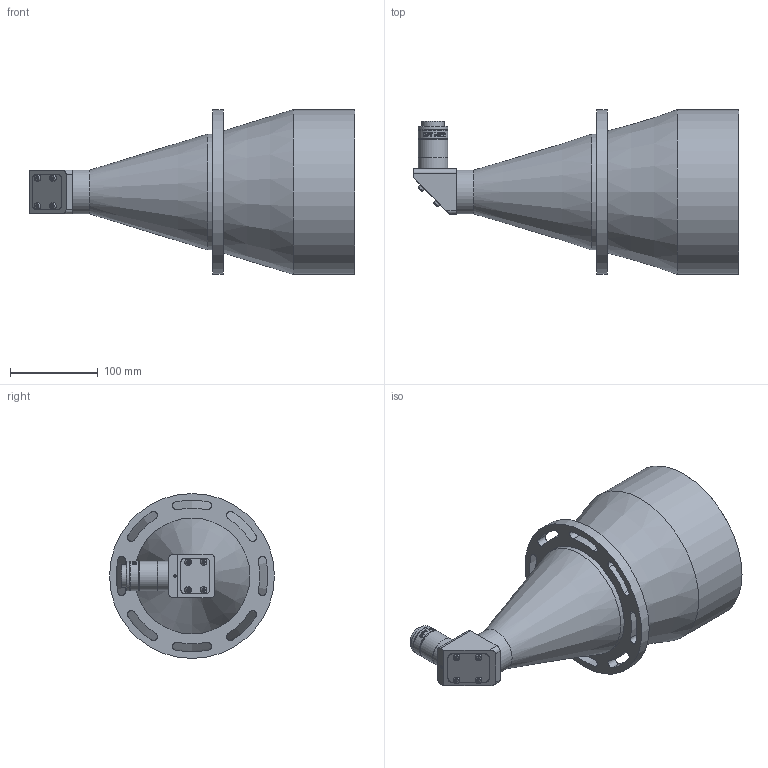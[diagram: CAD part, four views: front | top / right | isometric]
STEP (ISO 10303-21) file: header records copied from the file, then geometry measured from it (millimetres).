
FILE_DESCRIPTION (( 'STEP AP214' ), '1' );
FILE_NAME ('GBLXJ155-000 殏殿蚾饜极.STEP', '2022-11-02T10:24:29', ( '' ), ( '' ), 'SwSTEP 2.0', 'SolidWorks 2019', '' );
FILE_SCHEMA (( 'AUTOMOTIVE_DESIGN' ));
Length unit declared in the file: millimetre
Products named in the file (1): GBLXJ155-000 殏殿蚾饜极
Bounding box: 371.14 x 188 x 188 mm (x, y, z)
Surface area: 233713.3 mm2 (no closed solid volume)
Topology: 0 solids, 27 shells, 163 faces, 511 edges, 377 vertices
Faces by surface type: cylinder 74, plane 55, cone 26, torus 5, sphere 2, bspline 1
Full cylindrical faces by diameter (mm): 3.3 x1, 7 x4, 16 x2, 20.5 x1, 25.4 x1, 34 x5, 50 x1, 132 x1, 163 x2, 171 x1, 174 x1, 188 x2
Entity records: 8454 total; most frequent: CARTESIAN_POINT 2247, DIRECTION 943, ORIENTED_EDGE 752, EDGE_CURVE 450, AXIS2_PLACEMENT_3D 371, VERTEX_POINT 366, EDGE_LOOP 254, CIRCLE 208
